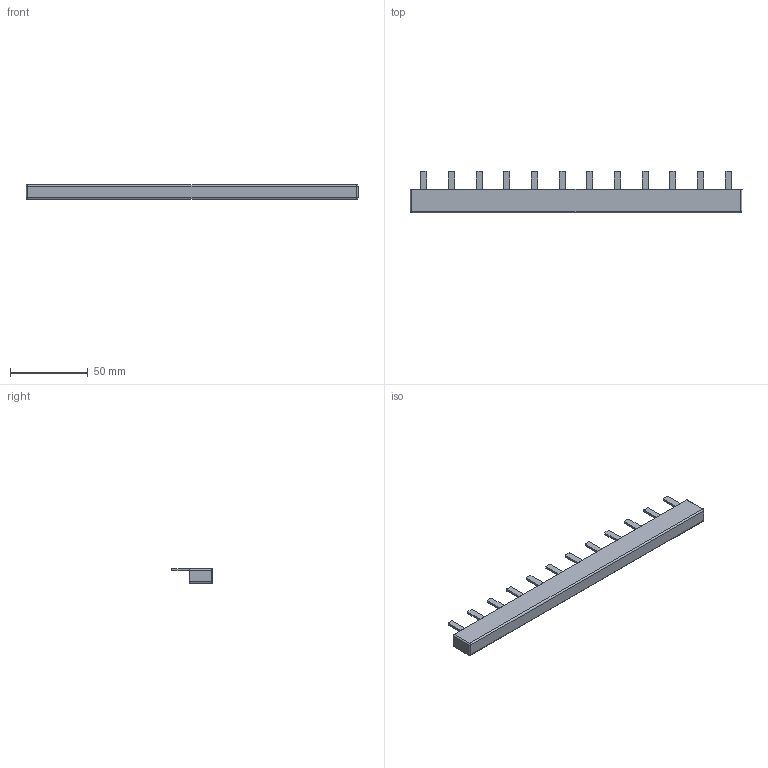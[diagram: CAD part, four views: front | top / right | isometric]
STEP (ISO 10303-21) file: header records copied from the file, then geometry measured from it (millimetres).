
FILE_DESCRIPTION(('STEP AP214'),'1');
FILE_NAME('cctmp_94678D3B-17B8-48A4-A28B-47DC8B68CE25_2025_10_07_15_52_56_0242..stp','2025-10-07T13:52:56',('SIEMENS A&D'),('CADClick - www.CADClick.com'),'Spatial InterOp 3D',' ','unknown authorization');
FILE_SCHEMA(('AUTOMOTIVE_DESIGN'));
Length unit declared in the file: millimetre
Products named in the file (14): cc_unnamed; 2025_10_07_15_52_56_0226; 2025_10_07_15_52_56_0195; 2025_10_07_15_52_56_0163; 2025_10_07_15_52_56_0131; 2025_10_07_15_52_56_0100; 2025_10_07_15_52_56_0068; 2025_10_07_15_52_56_0036; 2025_10_07_15_52_56_0005; 2025_10_07_15_52_55_0973; 2025_10_07_15_52_55_0942; 2025_10_07_15_52_55_0910; 2025_10_07_15_52_55_0879; 2025_10_07_15_52_55_0847
Assembly tree (13 placements, depth 2):
  cc_unnamed
    2025_10_07_15_52_56_0226
    2025_10_07_15_52_56_0195
    2025_10_07_15_52_56_0163
    2025_10_07_15_52_56_0131
    2025_10_07_15_52_56_0100
    2025_10_07_15_52_56_0068
    2025_10_07_15_52_56_0036
    2025_10_07_15_52_56_0005
    2025_10_07_15_52_55_0973
    2025_10_07_15_52_55_0942
    2025_10_07_15_52_55_0910
    2025_10_07_15_52_55_0879
    2025_10_07_15_52_55_0847
Bounding box: 213.5 x 26.9 x 9.5 mm (x, y, z)
Volume: 31449.7 mm3; surface area: 12220.5 mm2
Topology: 13 solids, 13 shells, 114 faces, 256 edges, 164 vertices
Faces by surface type: plane 78, cylinder 32, sphere 4
Entity records: 4435 total; most frequent: DIRECTION 572, CARTESIAN_POINT 544, ORIENTED_EDGE 504, EDGE_CURVE 252, AXIS2_PLACEMENT_3D 192, LINE 188, VECTOR 188, VERTEX_POINT 164
